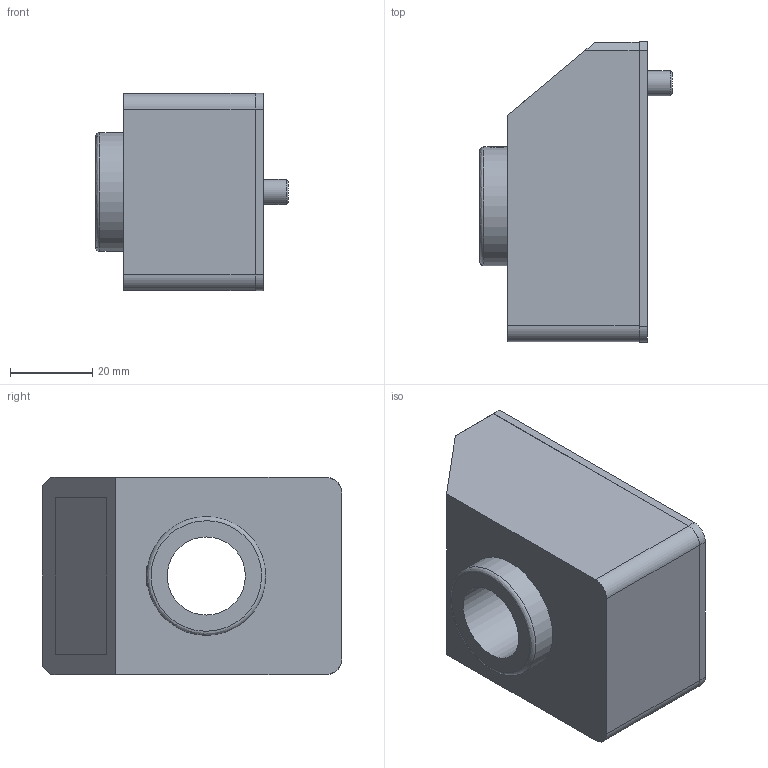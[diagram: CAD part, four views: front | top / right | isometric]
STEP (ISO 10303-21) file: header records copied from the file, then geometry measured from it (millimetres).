
FILE_DESCRIPTION (( 'STEP AP214' ), '1' );
FILE_NAME ('DD52RE-SST-IP65F34.STEP', '2023-05-10T13:35:14', ( '' ), ( '' ), 'SwSTEP 2.0', 'SolidWorks 2021', '' );
FILE_SCHEMA (( 'AUTOMOTIVE_DESIGN' ));
Length unit declared in the file: inch
Products named in the file (1): DD52RE-SST-IP65F34
Bounding box: 46.99 x 73.05 x 48.06 mm (x, y, z)
Volume: 101203.5 mm3; surface area: 17674.6 mm2
Topology: 1 solids, 2 shells, 51 faces, 117 edges, 78 vertices
Faces by surface type: plane 35, cylinder 13, cone 2, bspline 1
Full cylindrical faces by diameter (mm): 6.096 x1, 19.05 x1, 20.32 x2, 20.371 x1, 28.956 x2
Entity records: 2546 total; most frequent: CARTESIAN_POINT 722, DIRECTION 227, ORIENTED_EDGE 208, EDGE_CURVE 104, AXIS2_PLACEMENT_3D 77, VERTEX_POINT 75, VECTOR 73, EDGE_LOOP 73
